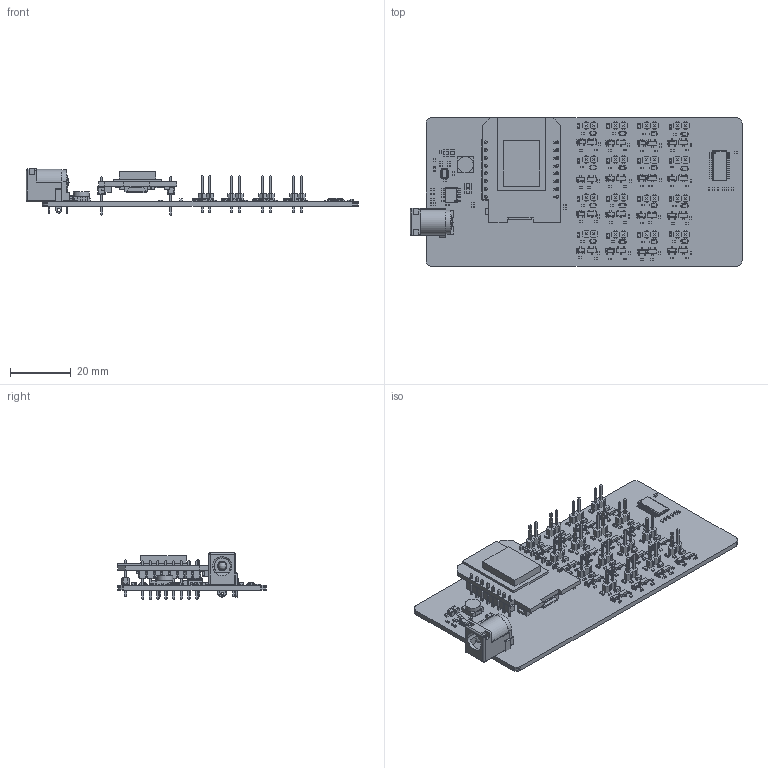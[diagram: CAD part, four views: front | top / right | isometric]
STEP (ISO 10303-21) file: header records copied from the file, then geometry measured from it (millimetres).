
FILE_DESCRIPTION(('Open CASCADE Model'),'2;1');
FILE_NAME('Open CASCADE Shape Model','2021-12-27T09:11:05',('Author'),( 'Open CASCADE'),'Open CASCADE STEP processor 6.8','Open CASCADE 6.8' ,'Unknown');
FILE_SCHEMA(('AUTOMOTIVE_DESIGN { 1 0 10303 214 1 1 1 1 }'));
Length unit declared in the file: millimetre
Products named in the file (240): PCB; Board; Open CASCADE STEP translator 6.8 2.1.1; U3; 5896817536; Open_CASCADE_STEP_translator_6.8_14.1; Body; Open_CASCADE_STEP_translator_6.8_14.2.1; Leader; R78; 5971204976; Extruded; 5971204816; R77; R76; R75; R74; R73; C16; 5971205536; 5971205376; U2; SOIC-8D; R72; 5971206656; 5971206496; R71; R70; R69; C15; C14; CAP-0603; Capacitor_0603; C13; C12; C11; CN18; Pin_Header_1x8_TH_Pitch_2.54mm; Open CASCADE STEP translator 6.8 2.20.1.1; Open CASCADE STEP translator 6.8 2.20.1.2 ...
Assembly tree (611 placements, depth 5):
  PCB
    Board
      Open CASCADE STEP translator 6.8 2.1.1
    U3
      5896817536
        Open_CASCADE_STEP_translator_6.8_14.1
        Body
          Open_CASCADE_STEP_translator_6.8_14.2.1
        Leader  x28
    R78
      5971204976  x2
        Extruded
      5971204816
        Extruded
    R77
      5971204976  x2
        Extruded
      5971204816
        Extruded
    R76
      5971204976  x2
        Extruded
      5971204816
        Extruded
    R75
      5971204976  x2
        Extruded
      5971204816
        Extruded
    R74
      5971204976  x2
        Extruded
      5971204816
        Extruded
    R73
      5971204976  x2
        Extruded
      5971204816
        Extruded
    C16
      5971205536
        Extruded
      5971205376  x2
        Extruded
    U2
      SOIC-8D
    R72
      5971206656  x2
        Extruded
      5971206496
        Extruded
    R71
      5971206656  x2
        Extruded
      5971206496
        Extruded
    R70
      5971206656  x2
        Extruded
      5971206496
Bounding box: 109.09 x 48.83 x 15.16 mm (x, y, z)
Volume: 11976.7 mm3; surface area: 20677.7 mm2
Topology: 613 solids, 631 shells, 8345 faces, 19081 edges, 11900 vertices
Faces by surface type: plane 6720, cylinder 1280, sphere 156, bspline 155, torus 32, cone 2
Full cylindrical faces by diameter (mm): 0.562 x1, 1 x16, 5.175 x1
Entity records: 51282 total; most frequent: CARTESIAN_POINT 11858, DIRECTION 6796, ORIENTED_EDGE 6650, EDGE_CURVE 3354, AXIS2_PLACEMENT_3D 2398, VERTEX_POINT 2126, LINE 2000, VECTOR 2000
